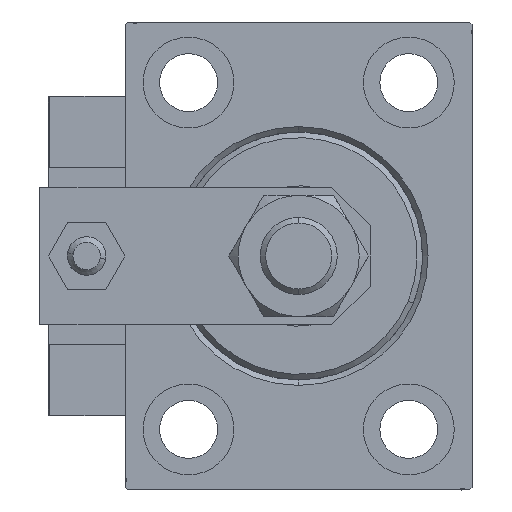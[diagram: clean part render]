
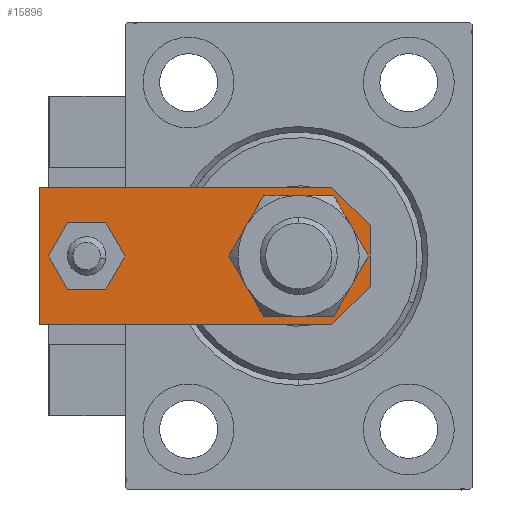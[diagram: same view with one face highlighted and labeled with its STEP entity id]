
A CAD part, left-side view. The second image highlights one B-rep face of the part: STEP entity #15896.
In plain terms, the highlighted face is planar.
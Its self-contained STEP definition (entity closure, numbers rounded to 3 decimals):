
#264 = CARTESIAN_POINT ( 'NONE',  ( -4., 51.5, 6. ) ) ;
#832 = CARTESIAN_POINT ( 'NONE',  ( -5.5, 0., 6. ) ) ;
#2003 = EDGE_CURVE ( 'NONE', #26254, #7218, #35927, .T. ) ;
#2234 = CIRCLE ( 'NONE', #52275, 8.25 ) ;
#2378 = CARTESIAN_POINT ( 'NONE',  ( 0., 13., 6. ) ) ;
#2437 = VERTEX_POINT ( 'NONE', #8633 ) ;
#2894 = DIRECTION ( 'NONE',  ( 1., 0., 0. ) ) ;
#5255 = EDGE_LOOP ( 'NONE', ( #21245, #38490 ) ) ;
#6219 = AXIS2_PLACEMENT_3D ( 'NONE', #24381, #32600, #52273 ) ;
#6896 = CARTESIAN_POINT ( 'NONE',  ( -12.5, 7., 6. ) ) ;
#7218 = VERTEX_POINT ( 'NONE', #46155 ) ;
#8026 = VERTEX_POINT ( 'NONE', #52287 ) ;
#8136 = AXIS2_PLACEMENT_3D ( 'NONE', #18496, #50374, #46648 ) ;
#8556 = EDGE_CURVE ( 'NONE', #50135, #47247, #2234, .T. ) ;
#8633 = CARTESIAN_POINT ( 'NONE',  ( 5.5, 0., 6. ) ) ;
#8758 = VECTOR ( 'NONE', #11270, 1000. ) ;
#10280 = EDGE_CURVE ( 'NONE', #48299, #8026, #33541, .T. ) ;
#10648 = VECTOR ( 'NONE', #46552, 1000. ) ;
#11270 = DIRECTION ( 'NONE',  ( 0., 1., 0. ) ) ;
#11570 = FACE_OUTER_BOUND ( 'NONE', #51106, .T. ) ;
#11888 = ORIENTED_EDGE ( 'NONE', *, *, #52196, .F. ) ;
#12005 = EDGE_CURVE ( 'NONE', #7218, #26254, #31047, .T. ) ;
#12171 = LINE ( 'NONE', #20675, #45315 ) ;
#15289 = FACE_BOUND ( 'NONE', #24502, .T. ) ;
#15563 = CARTESIAN_POINT ( 'NONE',  ( 8.25, 13., 6. ) ) ;
#15896 = ADVANCED_FACE ( 'NONE', ( #31758, #11570, #15289 ), #27768, .T. ) ;
#15931 = ORIENTED_EDGE ( 'NONE', *, *, #16754, .T. ) ;
#16150 = DIRECTION ( 'NONE',  ( 0.707, -0.707, 0. ) ) ;
#16683 = CARTESIAN_POINT ( 'NONE',  ( -2.75, -2.75, 6. ) ) ;
#16754 = EDGE_CURVE ( 'NONE', #40481, #2437, #27840, .T. ) ;
#17912 = VECTOR ( 'NONE', #2894, 1000. ) ;
#18169 = CARTESIAN_POINT ( 'NONE',  ( 12.5, 7., 6. ) ) ;
#18496 = CARTESIAN_POINT ( 'NONE',  ( 0., 51.5, 6. ) ) ;
#19634 = CIRCLE ( 'NONE', #19751, 8.25 ) ;
#19751 = AXIS2_PLACEMENT_3D ( 'NONE', #2378, #50020, #50979 ) ;
#19820 = CARTESIAN_POINT ( 'NONE',  ( 12.5, 60., 6. ) ) ;
#20155 = DIRECTION ( 'NONE',  ( 0., -1., 0. ) ) ;
#20675 = CARTESIAN_POINT ( 'NONE',  ( -12.5, 60., 6. ) ) ;
#21245 = ORIENTED_EDGE ( 'NONE', *, *, #2003, .F. ) ;
#21663 = DIRECTION ( 'NONE',  ( 1., 0., 0. ) ) ;
#22276 = EDGE_CURVE ( 'NONE', #41740, #48299, #31457, .T. ) ;
#22572 = ORIENTED_EDGE ( 'NONE', *, *, #27224, .T. ) ;
#24381 = CARTESIAN_POINT ( 'NONE',  ( 0., 51.5, 6. ) ) ;
#24502 = EDGE_LOOP ( 'NONE', ( #51113, #11888 ) ) ;
#26254 = VERTEX_POINT ( 'NONE', #264 ) ;
#27224 = EDGE_CURVE ( 'NONE', #8026, #33705, #12171, .T. ) ;
#27768 = PLANE ( 'NONE',  #33663 ) ;
#27840 = LINE ( 'NONE', #51762, #17912 ) ;
#28285 = DIRECTION ( 'NONE',  ( 1., 0., 0. ) ) ;
#29087 = ORIENTED_EDGE ( 'NONE', *, *, #10280, .T. ) ;
#31047 = CIRCLE ( 'NONE', #8136, 4. ) ;
#31457 = LINE ( 'NONE', #47670, #8758 ) ;
#31491 = DIRECTION ( 'NONE',  ( 0., 0., 1. ) ) ;
#31758 = FACE_BOUND ( 'NONE', #5255, .T. ) ;
#32600 = DIRECTION ( 'NONE',  ( 0., 0., 1. ) ) ;
#33541 = LINE ( 'NONE', #38047, #10648 ) ;
#33663 = AXIS2_PLACEMENT_3D ( 'NONE', #44764, #31491, #28285 ) ;
#33705 = VERTEX_POINT ( 'NONE', #6896 ) ;
#34643 = ORIENTED_EDGE ( 'NONE', *, *, #22276, .T. ) ;
#35927 = CIRCLE ( 'NONE', #6219, 4. ) ;
#38047 = CARTESIAN_POINT ( 'NONE',  ( 12.5, 60., 6. ) ) ;
#38490 = ORIENTED_EDGE ( 'NONE', *, *, #12005, .F. ) ;
#39146 = CARTESIAN_POINT ( 'NONE',  ( -8.25, 13., 6. ) ) ;
#39239 = DIRECTION ( 'NONE',  ( 0.707, 0.707, 0. ) ) ;
#40481 = VERTEX_POINT ( 'NONE', #832 ) ;
#41740 = VERTEX_POINT ( 'NONE', #18169 ) ;
#42085 = EDGE_CURVE ( 'NONE', #2437, #41740, #47752, .T. ) ;
#42609 = CARTESIAN_POINT ( 'NONE',  ( 0., 13., 6. ) ) ;
#44764 = CARTESIAN_POINT ( 'NONE',  ( 0., 0., 6. ) ) ;
#44838 = ORIENTED_EDGE ( 'NONE', *, *, #46973, .T. ) ;
#45315 = VECTOR ( 'NONE', #20155, 1000. ) ;
#46155 = CARTESIAN_POINT ( 'NONE',  ( 4., 51.5, 6. ) ) ;
#46552 = DIRECTION ( 'NONE',  ( -1., 0., 0. ) ) ;
#46648 = DIRECTION ( 'NONE',  ( 1., 0., 0. ) ) ;
#46973 = EDGE_CURVE ( 'NONE', #33705, #40481, #51515, .T. ) ;
#46975 = CARTESIAN_POINT ( 'NONE',  ( 2.75, -2.75, 6. ) ) ;
#47247 = VERTEX_POINT ( 'NONE', #15563 ) ;
#47670 = CARTESIAN_POINT ( 'NONE',  ( 12.5, 0., 6. ) ) ;
#47752 = LINE ( 'NONE', #46975, #50800 ) ;
#48299 = VERTEX_POINT ( 'NONE', #19820 ) ;
#50020 = DIRECTION ( 'NONE',  ( 0., 0., 1. ) ) ;
#50135 = VERTEX_POINT ( 'NONE', #39146 ) ;
#50150 = VECTOR ( 'NONE', #16150, 1000. ) ;
#50345 = ORIENTED_EDGE ( 'NONE', *, *, #42085, .T. ) ;
#50374 = DIRECTION ( 'NONE',  ( 0., 0., 1. ) ) ;
#50800 = VECTOR ( 'NONE', #39239, 1000. ) ;
#50860 = DIRECTION ( 'NONE',  ( 0., 0., 1. ) ) ;
#50979 = DIRECTION ( 'NONE',  ( 1., 0., 0. ) ) ;
#51106 = EDGE_LOOP ( 'NONE', ( #22572, #44838, #15931, #50345, #34643, #29087 ) ) ;
#51113 = ORIENTED_EDGE ( 'NONE', *, *, #8556, .F. ) ;
#51515 = LINE ( 'NONE', #16683, #50150 ) ;
#51762 = CARTESIAN_POINT ( 'NONE',  ( -12.5, 0., 6. ) ) ;
#52196 = EDGE_CURVE ( 'NONE', #47247, #50135, #19634, .T. ) ;
#52273 = DIRECTION ( 'NONE',  ( 1., 0., 0. ) ) ;
#52275 = AXIS2_PLACEMENT_3D ( 'NONE', #42609, #50860, #21663 ) ;
#52287 = CARTESIAN_POINT ( 'NONE',  ( -12.5, 60., 6. ) ) ;
